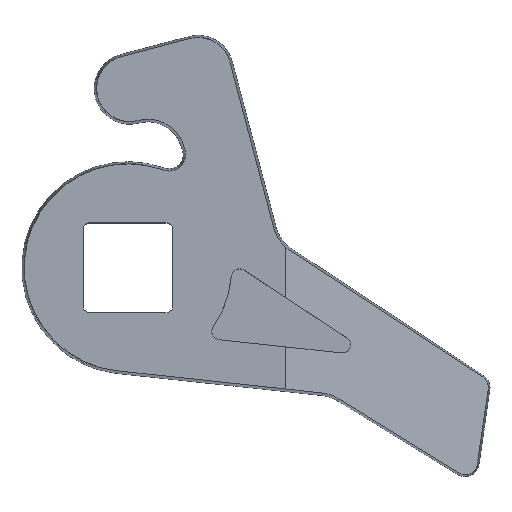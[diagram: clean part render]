
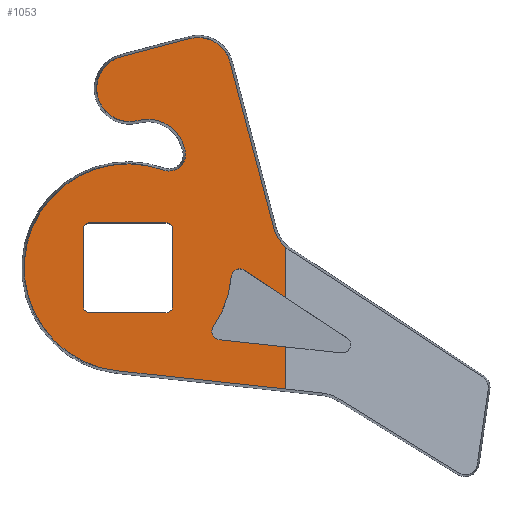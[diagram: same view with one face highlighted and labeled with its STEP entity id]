
A CAD part, top view. The second image highlights one B-rep face of the part: STEP entity #1053.
In plain terms, the highlighted planar face has unit normal (0, 0, 1).
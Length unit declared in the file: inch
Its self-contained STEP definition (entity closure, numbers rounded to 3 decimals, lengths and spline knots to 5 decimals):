
#16=FACE_BOUND('',#182,.T.);
#44=PLANE('',#1184);
#122=FACE_OUTER_BOUND('',#181,.T.);
#181=EDGE_LOOP('',(#953,#954,#955,#956,#957,#958,#959,#960,#961,#962,#963,
#964,#965,#966,#967,#968,#969));
#182=EDGE_LOOP('',(#970,#971,#972,#973,#974,#975,#976,#977));
#240=LINE('',#1701,#339);
#266=LINE('',#1779,#365);
#269=LINE('',#1786,#368);
#271=LINE('',#1790,#370);
#273=LINE('',#1796,#372);
#275=LINE('',#1802,#374);
#276=LINE('',#1804,#375);
#277=LINE('',#1805,#376);
#278=LINE('',#1807,#377);
#279=LINE('',#1809,#378);
#280=LINE('',#1811,#379);
#281=LINE('',#1813,#380);
#339=VECTOR('',#1380,0.0043);
#365=VECTOR('',#1460,0.0701);
#368=VECTOR('',#1469,0.09448);
#370=VECTOR('',#1473,0.23997);
#372=VECTOR('',#1481,0.1);
#374=VECTOR('',#1489,0.24274);
#375=VECTOR('',#1492,0.07116);
#376=VECTOR('',#1493,0.0594);
#377=VECTOR('',#1496,0.1074);
#378=VECTOR('',#1499,0.1074);
#379=VECTOR('',#1502,0.1074);
#380=VECTOR('',#1505,0.1074);
#381=CIRCLE('',#1075,0.0466);
#383=CIRCLE('',#1078,0.1466);
#386=CIRCLE('',#1082,0.0234);
#387=CIRCLE('',#1084,0.01181);
#403=CIRCLE('',#1126,0.01181);
#414=CIRCLE('',#1151,0.0534);
#416=CIRCLE('',#1157,0.0098);
#418=CIRCLE('',#1160,0.0098);
#420=CIRCLE('',#1163,0.0098);
#422=CIRCLE('',#1166,0.0098);
#423=CIRCLE('',#1170,0.1466);
#424=CIRCLE('',#1174,0.0534);
#425=CIRCLE('',#1177,0.0466);
#426=VERTEX_POINT('',#1510);
#427=VERTEX_POINT('',#1511);
#430=VERTEX_POINT('',#1519);
#431=VERTEX_POINT('',#1520);
#435=VERTEX_POINT('',#1530);
#436=VERTEX_POINT('',#1534);
#437=VERTEX_POINT('',#1535);
#480=VERTEX_POINT('',#1660);
#481=VERTEX_POINT('',#1661);
#492=VERTEX_POINT('',#1700);
#499=VERTEX_POINT('',#1724);
#500=VERTEX_POINT('',#1727);
#503=VERTEX_POINT('',#1740);
#504=VERTEX_POINT('',#1742);
#507=VERTEX_POINT('',#1749);
#508=VERTEX_POINT('',#1751);
#511=VERTEX_POINT('',#1758);
#512=VERTEX_POINT('',#1760);
#515=VERTEX_POINT('',#1767);
#516=VERTEX_POINT('',#1769);
#517=VERTEX_POINT('',#1778);
#518=VERTEX_POINT('',#1784);
#519=VERTEX_POINT('',#1788);
#520=VERTEX_POINT('',#1794);
#521=VERTEX_POINT('',#1798);
#522=EDGE_CURVE('',#426,#427,#381,.T.);
#526=EDGE_CURVE('',#430,#431,#383,.T.);
#531=EDGE_CURVE('',#435,#431,#386,.T.);
#533=EDGE_CURVE('',#436,#437,#387,.T.);
#595=EDGE_CURVE('',#480,#481,#403,.T.);
#616=EDGE_CURVE('',#492,#435,#240,.T.);
#631=EDGE_CURVE('',#499,#500,#414,.T.);
#637=EDGE_CURVE('',#504,#503,#416,.T.);
#641=EDGE_CURVE('',#508,#507,#418,.T.);
#645=EDGE_CURVE('',#512,#511,#420,.T.);
#649=EDGE_CURVE('',#516,#515,#422,.T.);
#655=EDGE_CURVE('',#517,#481,#266,.T.);
#657=EDGE_CURVE('',#480,#437,#423,.T.);
#659=EDGE_CURVE('',#436,#518,#269,.T.);
#661=EDGE_CURVE('',#519,#430,#271,.T.);
#662=EDGE_CURVE('',#492,#426,#424,.T.);
#664=EDGE_CURVE('',#427,#520,#273,.T.);
#665=EDGE_CURVE('',#520,#521,#425,.T.);
#667=EDGE_CURVE('',#521,#500,#275,.T.);
#668=EDGE_CURVE('',#499,#517,#276,.T.);
#669=EDGE_CURVE('',#518,#519,#277,.T.);
#670=EDGE_CURVE('',#516,#503,#278,.T.);
#671=EDGE_CURVE('',#504,#507,#279,.T.);
#672=EDGE_CURVE('',#508,#511,#280,.T.);
#673=EDGE_CURVE('',#512,#515,#281,.T.);
#953=ORIENTED_EDGE('',*,*,#631,.T.);
#954=ORIENTED_EDGE('',*,*,#667,.F.);
#955=ORIENTED_EDGE('',*,*,#665,.F.);
#956=ORIENTED_EDGE('',*,*,#664,.F.);
#957=ORIENTED_EDGE('',*,*,#522,.F.);
#958=ORIENTED_EDGE('',*,*,#662,.F.);
#959=ORIENTED_EDGE('',*,*,#616,.T.);
#960=ORIENTED_EDGE('',*,*,#531,.T.);
#961=ORIENTED_EDGE('',*,*,#526,.F.);
#962=ORIENTED_EDGE('',*,*,#661,.F.);
#963=ORIENTED_EDGE('',*,*,#669,.F.);
#964=ORIENTED_EDGE('',*,*,#659,.F.);
#965=ORIENTED_EDGE('',*,*,#533,.T.);
#966=ORIENTED_EDGE('',*,*,#657,.F.);
#967=ORIENTED_EDGE('',*,*,#595,.T.);
#968=ORIENTED_EDGE('',*,*,#655,.F.);
#969=ORIENTED_EDGE('',*,*,#668,.F.);
#970=ORIENTED_EDGE('',*,*,#673,.F.);
#971=ORIENTED_EDGE('',*,*,#645,.T.);
#972=ORIENTED_EDGE('',*,*,#672,.F.);
#973=ORIENTED_EDGE('',*,*,#641,.T.);
#974=ORIENTED_EDGE('',*,*,#671,.F.);
#975=ORIENTED_EDGE('',*,*,#637,.T.);
#976=ORIENTED_EDGE('',*,*,#670,.F.);
#977=ORIENTED_EDGE('',*,*,#649,.T.);
#1053=ADVANCED_FACE('',(#122,#16),#44,.F.);
#1075=AXIS2_PLACEMENT_3D('',#1512,#1189,#1190);
#1078=AXIS2_PLACEMENT_3D('',#1521,#1197,#1198);
#1082=AXIS2_PLACEMENT_3D('',#1531,#1207,#1208);
#1084=AXIS2_PLACEMENT_3D('',#1536,#1212,#1213);
#1126=AXIS2_PLACEMENT_3D('',#1662,#1336,#1337);
#1151=AXIS2_PLACEMENT_3D('',#1729,#1409,#1410);
#1157=AXIS2_PLACEMENT_3D('',#1743,#1425,#1426);
#1160=AXIS2_PLACEMENT_3D('',#1752,#1433,#1434);
#1163=AXIS2_PLACEMENT_3D('',#1761,#1441,#1442);
#1166=AXIS2_PLACEMENT_3D('',#1770,#1449,#1450);
#1170=AXIS2_PLACEMENT_3D('',#1782,#1464,#1465);
#1174=AXIS2_PLACEMENT_3D('',#1792,#1476,#1477);
#1177=AXIS2_PLACEMENT_3D('',#1799,#1484,#1485);
#1184=AXIS2_PLACEMENT_3D('',#1814,#1506,#1507);
#1189=DIRECTION('center_axis',(0.,0.,-1.));
#1190=DIRECTION('ref_axis',(-1.,0.,0.));
#1197=DIRECTION('center_axis',(0.,0.,-1.));
#1198=DIRECTION('ref_axis',(-1.,0.,0.));
#1207=DIRECTION('center_axis',(0.,0.,-1.));
#1208=DIRECTION('ref_axis',(1.,0.,0.));
#1212=DIRECTION('center_axis',(0.,0.,-1.));
#1213=DIRECTION('ref_axis',(-1.,0.,0.));
#1336=DIRECTION('center_axis',(0.,0.,-1.));
#1337=DIRECTION('ref_axis',(-1.,0.,0.));
#1380=DIRECTION('',(0.255,-0.967,0.));
#1409=DIRECTION('center_axis',(0.,0.,-1.));
#1410=DIRECTION('ref_axis',(1.,0.,0.));
#1425=DIRECTION('center_axis',(0.,0.,-1.));
#1426=DIRECTION('ref_axis',(1.,0.,0.));
#1433=DIRECTION('center_axis',(0.,0.,-1.));
#1434=DIRECTION('ref_axis',(1.,0.,0.));
#1441=DIRECTION('center_axis',(0.,0.,-1.));
#1442=DIRECTION('ref_axis',(1.,0.,0.));
#1449=DIRECTION('center_axis',(0.,0.,-1.));
#1450=DIRECTION('ref_axis',(1.,0.,0.));
#1460=DIRECTION('',(-0.836,0.549,0.));
#1464=DIRECTION('center_axis',(0.,0.,-1.));
#1465=DIRECTION('ref_axis',(1.,0.,0.));
#1469=DIRECTION('',(0.994,-0.107,0.));
#1473=DIRECTION('',(-0.994,0.107,0.));
#1476=DIRECTION('center_axis',(0.,0.,1.));
#1477=DIRECTION('ref_axis',(1.,0.,0.));
#1481=DIRECTION('',(0.967,0.255,0.));
#1484=DIRECTION('center_axis',(0.,0.,-1.));
#1485=DIRECTION('ref_axis',(-1.,0.,0.));
#1489=DIRECTION('',(0.255,-0.967,0.));
#1492=DIRECTION('',(0.,-1.,0.));
#1493=DIRECTION('',(0.,-1.,0.));
#1496=DIRECTION('',(0.,1.,0.));
#1499=DIRECTION('',(-1.,0.,0.));
#1502=DIRECTION('',(0.,-1.,0.));
#1505=DIRECTION('',(1.,0.,0.));
#1506=DIRECTION('center_axis',(0.,0.,-1.));
#1507=DIRECTION('ref_axis',(-1.,0.,0.));
#1510=CARTESIAN_POINT('',(0.01429,0.20791,0.39));
#1511=CARTESIAN_POINT('',(-0.00952,0.29801,0.39));
#1512=CARTESIAN_POINT('Origin',(0.00239,0.25296,0.39));
#1519=CARTESIAN_POINT('',(-0.0157,-0.14575,0.39));
#1520=CARTESIAN_POINT('',(0.05004,0.13779,0.39));
#1521=CARTESIAN_POINT('Origin',(0.,0.,0.39));
#1530=CARTESIAN_POINT('',(0.08066,0.16577,0.39));
#1531=CARTESIAN_POINT('Origin',(0.05803,0.15979,0.39));
#1534=CARTESIAN_POINT('',(0.12896,-0.10193,0.39));
#1535=CARTESIAN_POINT('',(0.12051,-0.08347,0.39));
#1536=CARTESIAN_POINT('Origin',(0.13022,-0.09019,0.39));
#1660=CARTESIAN_POINT('',(0.14605,-0.01264,0.39));
#1661=CARTESIAN_POINT('',(0.1643,-0.00378,0.39));
#1662=CARTESIAN_POINT('Origin',(0.15782,-0.01366,0.39));
#1700=CARTESIAN_POINT('',(0.07956,0.16992,0.39));
#1701=CARTESIAN_POINT('',(0.07956,0.16992,0.39));
#1724=CARTESIAN_POINT('',(0.2229,0.02891,0.39));
#1727=CARTESIAN_POINT('',(0.20613,0.05572,0.39));
#1729=CARTESIAN_POINT('Origin',(0.25776,0.06936,0.39));
#1740=CARTESIAN_POINT('',(0.0635,0.0537,0.39));
#1742=CARTESIAN_POINT('',(0.0537,0.0635,0.39));
#1743=CARTESIAN_POINT('Origin',(0.0537,0.0537,0.39));
#1749=CARTESIAN_POINT('',(-0.0537,0.0635,0.39));
#1751=CARTESIAN_POINT('',(-0.0635,0.0537,0.39));
#1752=CARTESIAN_POINT('Origin',(-0.0537,0.0537,0.39));
#1758=CARTESIAN_POINT('',(-0.0635,-0.0537,0.39));
#1760=CARTESIAN_POINT('',(-0.0537,-0.0635,0.39));
#1761=CARTESIAN_POINT('Origin',(-0.0537,-0.0537,0.39));
#1767=CARTESIAN_POINT('',(0.0537,-0.0635,0.39));
#1769=CARTESIAN_POINT('',(0.0635,-0.0537,0.39));
#1770=CARTESIAN_POINT('Origin',(0.0537,-0.0537,0.39));
#1778=CARTESIAN_POINT('',(0.2229,-0.04225,0.39));
#1779=CARTESIAN_POINT('',(0.2229,-0.04225,0.39));
#1782=CARTESIAN_POINT('Origin',(0.,0.,0.39));
#1784=CARTESIAN_POINT('',(0.2229,-0.11205,0.39));
#1786=CARTESIAN_POINT('',(0.12896,-0.10193,0.39));
#1788=CARTESIAN_POINT('',(0.2229,-0.17145,0.39));
#1790=CARTESIAN_POINT('',(0.2229,-0.17145,0.39));
#1792=CARTESIAN_POINT('Origin',(0.02793,0.15628,0.39));
#1794=CARTESIAN_POINT('',(0.08717,0.32356,0.39));
#1796=CARTESIAN_POINT('',(-0.00952,0.29801,0.39));
#1798=CARTESIAN_POINT('',(0.14412,0.29041,0.39));
#1799=CARTESIAN_POINT('Origin',(0.09907,0.27851,0.39));
#1802=CARTESIAN_POINT('',(0.14412,0.29041,0.39));
#1804=CARTESIAN_POINT('',(0.2229,0.02891,0.39));
#1805=CARTESIAN_POINT('',(0.2229,-0.11205,0.39));
#1807=CARTESIAN_POINT('',(0.0635,-0.0537,0.39));
#1809=CARTESIAN_POINT('',(0.0537,0.0635,0.39));
#1811=CARTESIAN_POINT('',(-0.0635,0.0537,0.39));
#1813=CARTESIAN_POINT('',(-0.0537,-0.0635,0.39));
#1814=CARTESIAN_POINT('Origin',(0.,0.,0.39));
